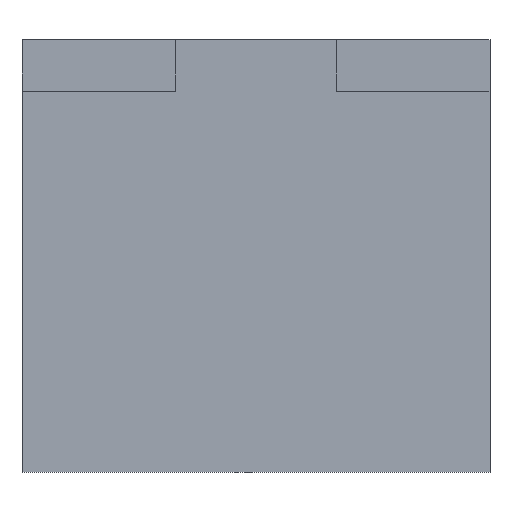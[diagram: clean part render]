
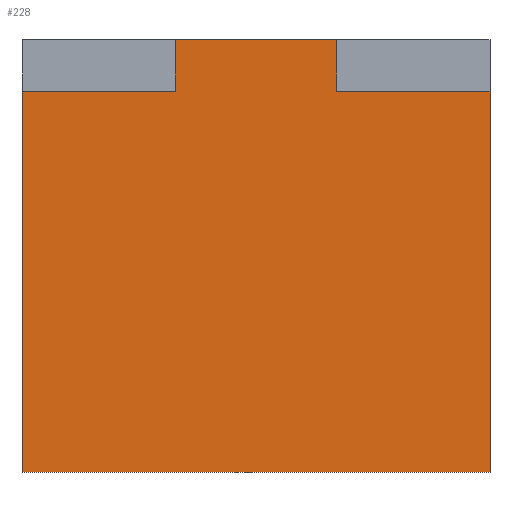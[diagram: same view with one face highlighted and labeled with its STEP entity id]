
A CAD part, front view. The second image highlights one B-rep face of the part: STEP entity #228.
In plain terms, the highlighted planar face has unit normal (0, -1, 0).
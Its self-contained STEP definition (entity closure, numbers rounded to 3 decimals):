
#22=FACE_OUTER_BOUND('',#34,.T.);
#34=EDGE_LOOP('',(#181,#182,#183,#184,#185,#186,#187,#188));
#42=LINE('',#324,#72);
#46=LINE('',#333,#76);
#49=LINE('',#340,#79);
#55=LINE('',#352,#85);
#57=LINE('',#355,#87);
#61=LINE('',#363,#91);
#62=LINE('',#365,#92);
#63=LINE('',#366,#93);
#72=VECTOR('',#266,10.);
#76=VECTOR('',#274,10.);
#79=VECTOR('',#279,10.);
#85=VECTOR('',#289,10.);
#87=VECTOR('',#293,10.);
#91=VECTOR('',#299,10.);
#92=VECTOR('',#300,10.);
#93=VECTOR('',#301,10.);
#100=VERTEX_POINT('',#318);
#102=VERTEX_POINT('',#322);
#105=VERTEX_POINT('',#332);
#106=VERTEX_POINT('',#336);
#108=VERTEX_POINT('',#339);
#112=VERTEX_POINT('',#351);
#115=VERTEX_POINT('',#362);
#116=VERTEX_POINT('',#364);
#122=EDGE_CURVE('',#100,#102,#42,.T.);
#126=EDGE_CURVE('',#102,#105,#46,.T.);
#129=EDGE_CURVE('',#108,#106,#49,.T.);
#135=EDGE_CURVE('',#112,#108,#55,.T.);
#137=EDGE_CURVE('',#100,#106,#57,.T.);
#141=EDGE_CURVE('',#115,#105,#61,.T.);
#142=EDGE_CURVE('',#115,#116,#62,.T.);
#143=EDGE_CURVE('',#116,#112,#63,.T.);
#181=ORIENTED_EDGE('',*,*,#122,.T.);
#182=ORIENTED_EDGE('',*,*,#126,.T.);
#183=ORIENTED_EDGE('',*,*,#141,.F.);
#184=ORIENTED_EDGE('',*,*,#142,.T.);
#185=ORIENTED_EDGE('',*,*,#143,.T.);
#186=ORIENTED_EDGE('',*,*,#135,.T.);
#187=ORIENTED_EDGE('',*,*,#129,.T.);
#188=ORIENTED_EDGE('',*,*,#137,.F.);
#216=PLANE('',#254);
#228=ADVANCED_FACE('',(#22),#216,.T.);
#254=AXIS2_PLACEMENT_3D('',#361,#297,#298);
#266=DIRECTION('',(0.,0.,-1.));
#274=DIRECTION('',(-1.,0.,0.));
#279=DIRECTION('',(0.,0.,1.));
#289=DIRECTION('',(-1.,0.,0.));
#293=DIRECTION('',(1.,0.,0.));
#297=DIRECTION('center_axis',(0.,-1.,0.));
#298=DIRECTION('ref_axis',(1.,0.,0.));
#299=DIRECTION('',(0.,0.,1.));
#300=DIRECTION('',(1.,0.,0.));
#301=DIRECTION('',(0.,0.,1.));
#318=CARTESIAN_POINT('',(60.,0.,169.));
#322=CARTESIAN_POINT('',(60.,0.,149.));
#324=CARTESIAN_POINT('',(60.,0.,84.5));
#332=CARTESIAN_POINT('',(0.,0.,149.));
#333=CARTESIAN_POINT('',(15.,0.,149.));
#336=CARTESIAN_POINT('',(123.,0.,169.));
#339=CARTESIAN_POINT('',(123.,0.,149.));
#340=CARTESIAN_POINT('',(123.,0.,84.5));
#351=CARTESIAN_POINT('',(183.,0.,149.));
#352=CARTESIAN_POINT('',(76.5,0.,149.));
#355=CARTESIAN_POINT('',(0.,0.,169.));
#361=CARTESIAN_POINT('Origin',(0.,0.,0.));
#362=CARTESIAN_POINT('',(0.,0.,0.));
#363=CARTESIAN_POINT('',(0.,0.,0.));
#364=CARTESIAN_POINT('',(183.,0.,0.));
#365=CARTESIAN_POINT('',(0.,0.,0.));
#366=CARTESIAN_POINT('',(183.,0.,0.));
